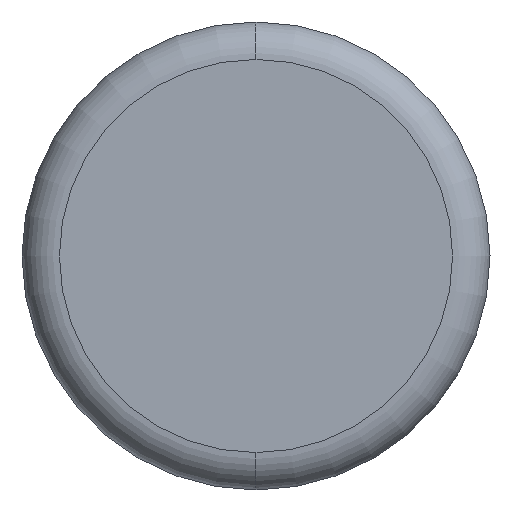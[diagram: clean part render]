
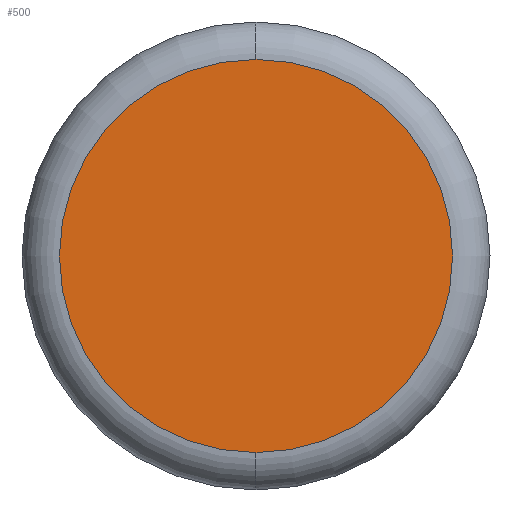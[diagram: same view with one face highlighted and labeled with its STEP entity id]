
A CAD part, front view. The second image highlights one B-rep face of the part: STEP entity #500.
In plain terms, the highlighted planar face has unit normal (0, -1, 0).
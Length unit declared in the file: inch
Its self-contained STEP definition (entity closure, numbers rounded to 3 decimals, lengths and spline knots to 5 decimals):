
#7 = FACE_OUTER_BOUND ( 'NONE', #374, .T. ) ;
#133 = CIRCLE ( 'NONE', #429, 0.105 ) ;
#167 = CARTESIAN_POINT ( 'NONE',  ( 0., 0., 0.105 ) ) ;
#169 = DIRECTION ( 'NONE',  ( 0., 0., -1. ) ) ;
#188 = PLANE ( 'NONE',  #268 ) ;
#210 = VERTEX_POINT ( 'NONE', #321 ) ;
#268 = AXIS2_PLACEMENT_3D ( 'NONE', #375, #294, #526 ) ;
#284 = CARTESIAN_POINT ( 'NONE',  ( 0., 0., 0. ) ) ;
#287 = EDGE_CURVE ( 'NONE', #210, #513, #378, .T. ) ;
#294 = DIRECTION ( 'NONE',  ( 0., -1., 0. ) ) ;
#321 = CARTESIAN_POINT ( 'NONE',  ( 0., 0., -0.105 ) ) ;
#374 = EDGE_LOOP ( 'NONE', ( #468, #411 ) ) ;
#375 = CARTESIAN_POINT ( 'NONE',  ( 0., 0., 0. ) ) ;
#377 = DIRECTION ( 'NONE',  ( 0., 0., -1. ) ) ;
#378 = CIRCLE ( 'NONE', #510, 0.105 ) ;
#409 = DIRECTION ( 'NONE',  ( 0., -1., 0. ) ) ;
#411 = ORIENTED_EDGE ( 'NONE', *, *, #527, .T. ) ;
#417 = DIRECTION ( 'NONE',  ( 0., -1., 0. ) ) ;
#429 = AXIS2_PLACEMENT_3D ( 'NONE', #450, #417, #377 ) ;
#450 = CARTESIAN_POINT ( 'NONE',  ( 0., 0., 0. ) ) ;
#468 = ORIENTED_EDGE ( 'NONE', *, *, #287, .T. ) ;
#500 = ADVANCED_FACE ( 'NONE', ( #7 ), #188, .T. ) ;
#510 = AXIS2_PLACEMENT_3D ( 'NONE', #284, #409, #169 ) ;
#513 = VERTEX_POINT ( 'NONE', #167 ) ;
#526 = DIRECTION ( 'NONE',  ( 0., 0., -1. ) ) ;
#527 = EDGE_CURVE ( 'NONE', #513, #210, #133, .T. ) ;
